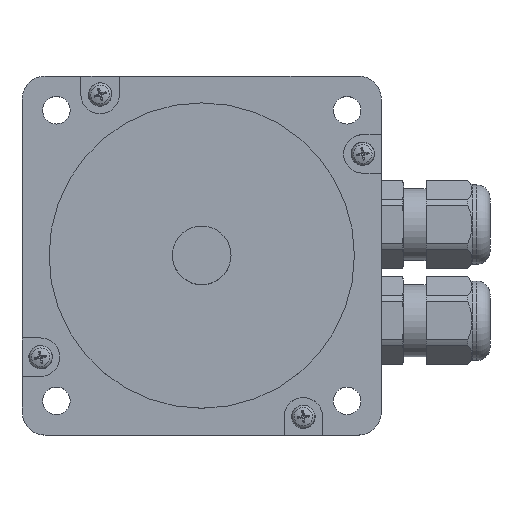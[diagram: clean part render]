
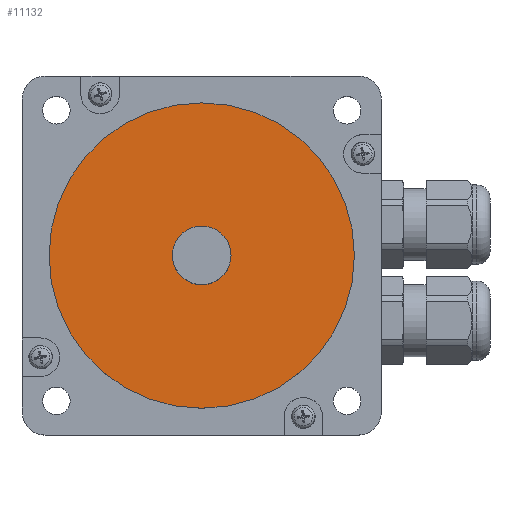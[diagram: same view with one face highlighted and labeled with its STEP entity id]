
A CAD part, top view. The second image highlights one B-rep face of the part: STEP entity #11132.
In plain terms, the highlighted planar face has unit normal (0, 0, 1).
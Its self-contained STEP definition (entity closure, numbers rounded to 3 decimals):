
#7003=CARTESIAN_POINT('',(7.,0.,19.6));
#7004=VERTEX_POINT('',#7003);
#7005=CARTESIAN_POINT('',(0.0,0.0,19.6));
#7006=DIRECTION('',(0.0,0.0,-1.0));
#7007=DIRECTION('',(-1.0,0.0,0.0));
#7008=AXIS2_PLACEMENT_3D('',#7005,#7006,#7007);
#7009=CIRCLE('',#7008,7.);
#7010=EDGE_CURVE('',#7004,#7004,#7009,.T.);
#11106=CARTESIAN_POINT('',(36.513,0.,19.6));
#11107=VERTEX_POINT('',#11106);
#11108=CARTESIAN_POINT('',(0.0,0.0,19.6));
#11109=DIRECTION('',(0.0,0.0,-1.0));
#11110=DIRECTION('',(-1.0,0.0,0.0));
#11111=AXIS2_PLACEMENT_3D('',#11108,#11109,#11110);
#11112=CIRCLE('',#11111,36.513);
#11113=EDGE_CURVE('',#11107,#11107,#11112,.T.);
#11121=CARTESIAN_POINT('',(0.0,0.0,19.6));
#11122=DIRECTION('',(0.0,0.0,-1.0));
#11123=DIRECTION('',(-1.0,0.0,0.0));
#11124=AXIS2_PLACEMENT_3D('',#11121,#11122,#11123);
#11125=PLANE('',#11124);
#11126=ORIENTED_EDGE('',*,*,#11113,.F.);
#11127=EDGE_LOOP('',(#11126));
#11128=FACE_OUTER_BOUND('',#11127,.T.);
#11129=ORIENTED_EDGE('',*,*,#7010,.T.);
#11130=EDGE_LOOP('',(#11129));
#11131=FACE_BOUND('',#11130,.T.);
#11132=ADVANCED_FACE('',(#11128,#11131),#11125,.F.);
